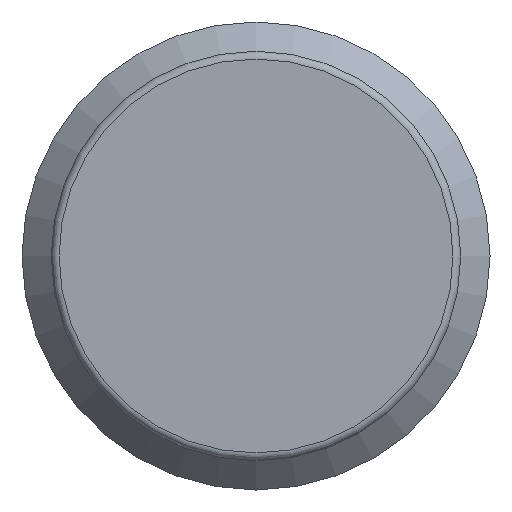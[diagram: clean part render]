
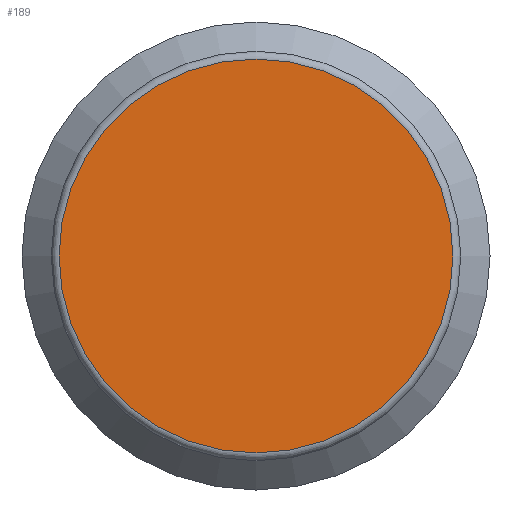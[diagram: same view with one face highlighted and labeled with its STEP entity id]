
A CAD part, left-side view. The second image highlights one B-rep face of the part: STEP entity #189.
In plain terms, the highlighted planar face has unit normal (-1, 0, 0).
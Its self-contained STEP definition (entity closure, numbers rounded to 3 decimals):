
#189 = ADVANCED_FACE( '', ( #261 ), #262, .F. );
#261 = FACE_OUTER_BOUND( '', #345, .T. );
#262 = PLANE( '', #346 );
#345 = EDGE_LOOP( '', ( #492 ) );
#346 = AXIS2_PLACEMENT_3D( '', #493, #494, #495 );
#492 = ORIENTED_EDGE( '', *, *, #594, .T. );
#493 = CARTESIAN_POINT( '', ( 0., 0., 0. ) );
#494 = DIRECTION( '', ( 1., 0., 0. ) );
#495 = DIRECTION( '', ( 0., 0., -1. ) );
#594 = EDGE_CURVE( '', #663, #663, #664, .F. );
#663 = VERTEX_POINT( '', #755 );
#664 = CIRCLE( '', #756, 5.05 );
#755 = CARTESIAN_POINT( '', ( 0., 0., -5.05 ) );
#756 = AXIS2_PLACEMENT_3D( '', #865, #866, #867 );
#865 = CARTESIAN_POINT( '', ( 0., 0., 0. ) );
#866 = DIRECTION( '', ( 1., 0., 0. ) );
#867 = DIRECTION( '', ( 0., 0., -1. ) );
